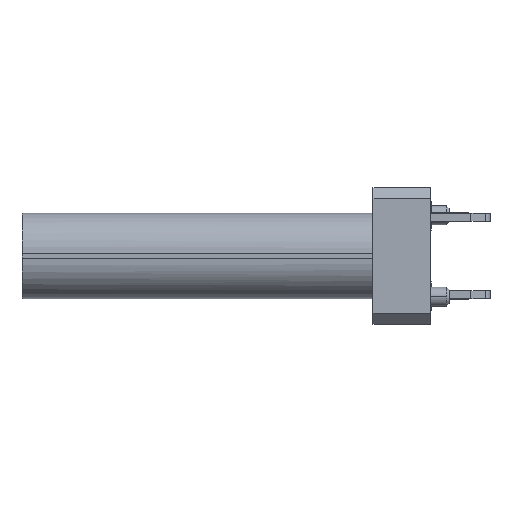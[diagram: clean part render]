
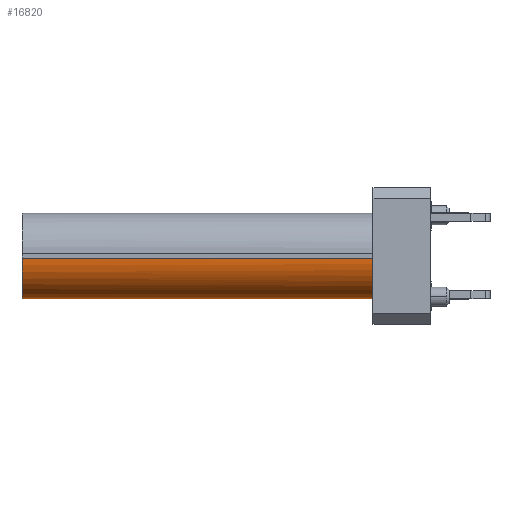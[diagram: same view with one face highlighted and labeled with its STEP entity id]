
A CAD part, left-side view. The second image highlights one B-rep face of the part: STEP entity #16820.
In plain terms, the highlighted cylindrical face has radius 1.5 mm (diameter 3 mm), a partial arc.
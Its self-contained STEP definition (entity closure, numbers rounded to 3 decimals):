
#232 = FACE_OUTER_BOUND ( 'NONE', #4623, .T. ) ;
#312 = CARTESIAN_POINT ( 'NONE',  ( -0.229, 21.306, -0.478 ) ) ;
#461 = CARTESIAN_POINT ( 'NONE',  ( -0.229, 6.306, -1.978 ) ) ;
#814 = CARTESIAN_POINT ( 'NONE',  ( -1.729, 19.206, -0.478 ) ) ;
#1143 = DIRECTION ( 'NONE',  ( 0., 0., -1. ) ) ;
#1311 = CARTESIAN_POINT ( 'NONE',  ( -0.229, 21.306, -1.978 ) ) ;
#2426 = VERTEX_POINT ( 'NONE', #17681 ) ;
#3015 = DIRECTION ( 'NONE',  ( 0., 1., 0. ) ) ;
#3447 = EDGE_CURVE ( 'NONE', #14253, #16244, #7138, .T. ) ;
#4266 = DIRECTION ( 'NONE',  ( 0., 0., -1. ) ) ;
#4623 = EDGE_LOOP ( 'NONE', ( #11345, #12108, #7108, #12839, #11454 ) ) ;
#5237 = CIRCLE ( 'NONE', #12987, 1.5 ) ;
#5243 = LINE ( 'NONE', #1311, #16184 ) ;
#5271 = CIRCLE ( 'NONE', #6956, 1.5 ) ;
#5670 = DIRECTION ( 'NONE',  ( 0., 0., -1. ) ) ;
#5752 = CARTESIAN_POINT ( 'NONE',  ( -0.229, 19.206, -0.478 ) ) ;
#6621 = EDGE_CURVE ( 'NONE', #12350, #2426, #5243, .T. ) ;
#6783 = DIRECTION ( 'NONE',  ( 0., 1., 0. ) ) ;
#6956 = AXIS2_PLACEMENT_3D ( 'NONE', #7421, #9947, #14246 ) ;
#7108 = ORIENTED_EDGE ( 'NONE', *, *, #6621, .F. ) ;
#7138 = LINE ( 'NONE', #15296, #15010 ) ;
#7421 = CARTESIAN_POINT ( 'NONE',  ( -0.229, 6.306, -0.478 ) ) ;
#8542 = DIRECTION ( 'NONE',  ( 0., -1., 0. ) ) ;
#9215 = CARTESIAN_POINT ( 'NONE',  ( -0.229, 6.306, -0.478 ) ) ;
#9939 = CYLINDRICAL_SURFACE ( 'NONE', #13832, 1.5 ) ;
#9947 = DIRECTION ( 'NONE',  ( 0., -1., 0. ) ) ;
#10023 = EDGE_CURVE ( 'NONE', #14035, #12350, #5271, .T. ) ;
#11345 = ORIENTED_EDGE ( 'NONE', *, *, #3447, .T. ) ;
#11454 = ORIENTED_EDGE ( 'NONE', *, *, #14191, .F. ) ;
#12108 = ORIENTED_EDGE ( 'NONE', *, *, #12351, .T. ) ;
#12344 = DIRECTION ( 'NONE',  ( 0., -1., 0. ) ) ;
#12350 = VERTEX_POINT ( 'NONE', #461 ) ;
#12351 = EDGE_CURVE ( 'NONE', #16244, #2426, #5237, .T. ) ;
#12839 = ORIENTED_EDGE ( 'NONE', *, *, #10023, .F. ) ;
#12987 = AXIS2_PLACEMENT_3D ( 'NONE', #5752, #8542, #5670 ) ;
#13318 = AXIS2_PLACEMENT_3D ( 'NONE', #9215, #17548, #1143 ) ;
#13832 = AXIS2_PLACEMENT_3D ( 'NONE', #312, #12344, #4266 ) ;
#14035 = VERTEX_POINT ( 'NONE', #14595 ) ;
#14191 = EDGE_CURVE ( 'NONE', #14253, #14035, #15885, .T. ) ;
#14246 = DIRECTION ( 'NONE',  ( 0., 0., -1. ) ) ;
#14253 = VERTEX_POINT ( 'NONE', #16380 ) ;
#14595 = CARTESIAN_POINT ( 'NONE',  ( -1.167, 6.306, -1.648 ) ) ;
#15010 = VECTOR ( 'NONE', #3015, 1000. ) ;
#15296 = CARTESIAN_POINT ( 'NONE',  ( -1.729, 21.306, -0.478 ) ) ;
#15885 = CIRCLE ( 'NONE', #13318, 1.5 ) ;
#16184 = VECTOR ( 'NONE', #6783, 1000. ) ;
#16244 = VERTEX_POINT ( 'NONE', #814 ) ;
#16380 = CARTESIAN_POINT ( 'NONE',  ( -1.729, 6.306, -0.478 ) ) ;
#16820 = ADVANCED_FACE ( 'NONE', ( #232 ), #9939, .T. ) ;
#17548 = DIRECTION ( 'NONE',  ( 0., -1., 0. ) ) ;
#17681 = CARTESIAN_POINT ( 'NONE',  ( -0.229, 19.206, -1.978 ) ) ;
